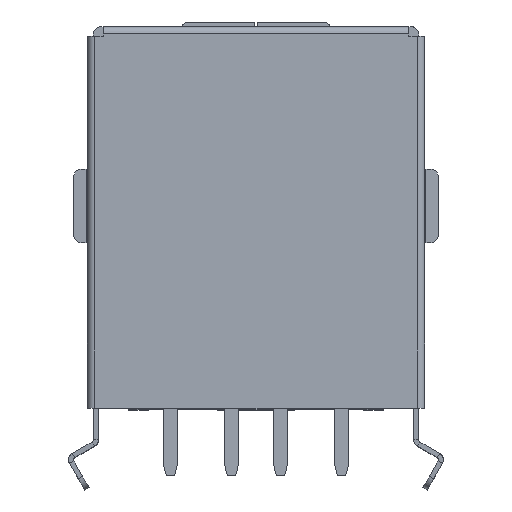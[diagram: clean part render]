
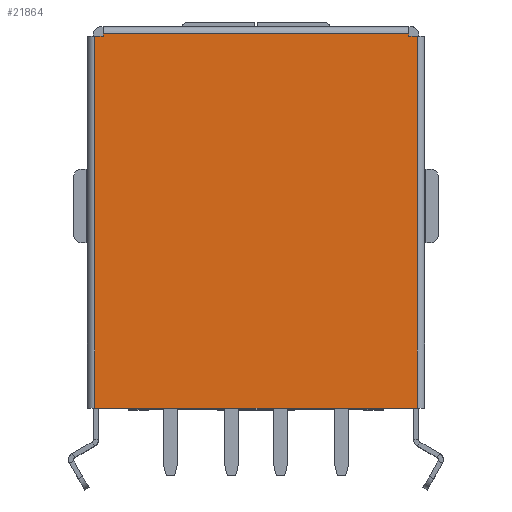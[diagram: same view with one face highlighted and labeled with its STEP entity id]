
A CAD part, top view. The second image highlights one B-rep face of the part: STEP entity #21864.
In plain terms, the highlighted planar face has unit normal (0, 0, 1).
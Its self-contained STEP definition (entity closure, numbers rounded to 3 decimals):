
#3162=DIRECTION('',(1.,0.,0.));
#3163=VECTOR('',#3162,12.5);
#3164=CARTESIAN_POINT('',(-6.25,7.655,16.55));
#3165=LINE('',#3164,#3163);
#3166=DIRECTION('',(0.,-1.,0.));
#3167=VECTOR('',#3166,0.1);
#3168=CARTESIAN_POINT('',(6.25,7.655,16.55));
#3169=LINE('',#3168,#3167);
#3246=DIRECTION('',(0.,-1.,0.));
#3247=VECTOR('',#3246,15.2);
#3248=CARTESIAN_POINT('',(6.6,7.555,16.55));
#3249=LINE('',#3248,#3247);
#3250=DIRECTION('',(-1.,0.,0.));
#3251=VECTOR('',#3250,13.2);
#3252=CARTESIAN_POINT('',(6.6,-7.645,16.55));
#3253=LINE('',#3252,#3251);
#3274=DIRECTION('',(-1.,0.,0.));
#3275=VECTOR('',#3274,0.35);
#3276=CARTESIAN_POINT('',(6.6,7.555,16.55));
#3277=LINE('',#3276,#3275);
#3278=DIRECTION('',(-1.,0.,0.));
#3279=VECTOR('',#3278,0.35);
#3280=CARTESIAN_POINT('',(-6.25,7.555,16.55));
#3281=LINE('',#3280,#3279);
#3286=DIRECTION('',(0.,1.,0.));
#3287=VECTOR('',#3286,15.2);
#3288=CARTESIAN_POINT('',(-6.6,-7.645,16.55));
#3289=LINE('',#3288,#3287);
#5163=DIRECTION('',(0.,1.,0.));
#5164=VECTOR('',#5163,0.1);
#5165=CARTESIAN_POINT('',(-6.25,7.555,16.55));
#5166=LINE('',#5165,#5164);
#16170=CARTESIAN_POINT('',(6.6,-7.645,16.55));
#16172=VERTEX_POINT('',#16170);
#16187=CARTESIAN_POINT('',(-6.6,-7.645,16.55));
#16188=VERTEX_POINT('',#16187);
#16255=CARTESIAN_POINT('',(6.6,7.555,16.55));
#16256=VERTEX_POINT('',#16255);
#16257=CARTESIAN_POINT('',(6.25,7.555,16.55));
#16258=VERTEX_POINT('',#16257);
#16259=CARTESIAN_POINT('',(6.25,7.655,16.55));
#16260=VERTEX_POINT('',#16259);
#16445=CARTESIAN_POINT('',(-6.6,7.555,16.55));
#16446=VERTEX_POINT('',#16445);
#16447=CARTESIAN_POINT('',(-6.25,7.555,16.55));
#16448=VERTEX_POINT('',#16447);
#16449=CARTESIAN_POINT('',(-6.25,7.655,16.55));
#16450=VERTEX_POINT('',#16449);
#21846=CARTESIAN_POINT('',(6.5,-20.647,16.55));
#21847=DIRECTION('',(0.,0.,1.));
#21848=DIRECTION('',(0.,1.,0.));
#21849=AXIS2_PLACEMENT_3D('',#21846,#21847,#21848);
#21850=PLANE('',#21849);
#21851=ORIENTED_EDGE('',*,*,#21709,.T.);
#21852=ORIENTED_EDGE('',*,*,#21724,.T.);
#21853=ORIENTED_EDGE('',*,*,#21743,.F.);
#21854=ORIENTED_EDGE('',*,*,#21811,.T.);
#21855=ORIENTED_EDGE('',*,*,#21821,.T.);
#21857=ORIENTED_EDGE('',*,*,#21856,.T.);
#21859=ORIENTED_EDGE('',*,*,#21858,.F.);
#21861=ORIENTED_EDGE('',*,*,#21860,.T.);
#21862=EDGE_LOOP('',(#21851,#21852,#21853,#21854,#21855,#21857,#21859,#21861));
#21863=FACE_OUTER_BOUND('',#21862,.F.);
#21864=ADVANCED_FACE('',(#21863),#21850,.T.);
#21709=EDGE_CURVE('',#16450,#16260,#3165,.T.);
#21724=EDGE_CURVE('',#16260,#16258,#3169,.T.);
#21743=EDGE_CURVE('',#16256,#16258,#3277,.T.);
#21811=EDGE_CURVE('',#16256,#16172,#3249,.T.);
#21821=EDGE_CURVE('',#16172,#16188,#3253,.T.);
#21856=EDGE_CURVE('',#16188,#16446,#3289,.T.);
#21858=EDGE_CURVE('',#16448,#16446,#3281,.T.);
#21860=EDGE_CURVE('',#16448,#16450,#5166,.T.);
